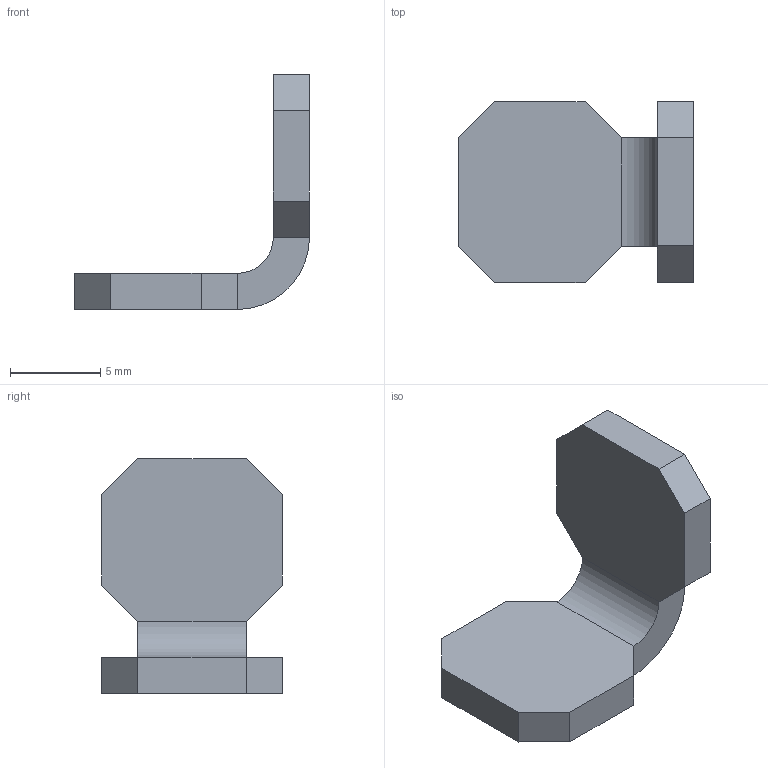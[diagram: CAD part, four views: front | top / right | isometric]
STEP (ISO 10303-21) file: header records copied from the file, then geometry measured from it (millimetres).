
FILE_DESCRIPTION(('STEP AP214'),'1');
FILE_NAME('cctmp_C5E6B9F2-4816-4736-A0DC-2BD3CF679115_2020_2_11_17_1_25_32..stp','2020-02-11T16:01:25',('Bosch Rexroth AG'),('CADClick - www.CADClick.com'),'Spatial InterOp 3D',' ','unknown authorization - (Healing Option Enabled)');
FILE_SCHEMA(('AUTOMOTIVE_DESIGN'));
Length unit declared in the file: millimetre
Products named in the file (1): 2020_02_11__17-01-25-031
Bounding box: 13 x 10 x 13 mm (x, y, z)
Volume: 384.5 mm3; surface area: 512.7 mm2
Topology: 1 solids, 1 shells, 22 faces, 52 edges, 32 vertices
Faces by surface type: plane 20, cylinder 2
Entity records: 816 total; most frequent: CARTESIAN_POINT 107, ORIENTED_EDGE 104, DIRECTION 102, EDGE_CURVE 52, LINE 48, VECTOR 48, VERTEX_POINT 32, AXIS2_PLACEMENT_3D 27
